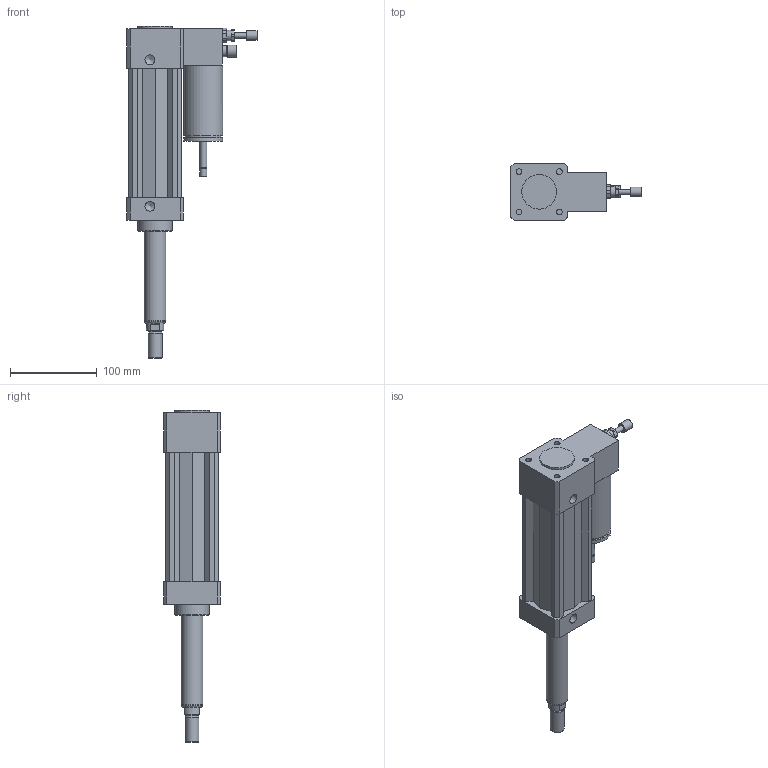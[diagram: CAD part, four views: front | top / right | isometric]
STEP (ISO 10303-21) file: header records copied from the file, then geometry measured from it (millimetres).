
FILE_DESCRIPTION((''),'2;1');
FILE_NAME('14500100B.0.0.stp','2008-07-17T15:52:26',('airolcr1'),(''),'Autodesk Inventor 2009','Autodesk Inventor 2009','');
FILE_SCHEMA(('AUTOMOTIVE_DESIGN { 1 0 10303 214 1 1 1 1 }'));
Length unit declared in the file: millimetre
Products named in the file (4): 14500100B.0; STELO Ø50 C 100; REGOLATORE SR IN
Assembly tree (3 placements, depth 2):
  14500100B.0
    14500100B.0
    STELO Ø50 C 100
    REGOLATORE SR IN
Bounding box: 150 x 65 x 383 mm (x, y, z)
Volume: 1065032.9 mm3; surface area: 110563.9 mm2
Topology: 3 solids, 3 shells, 151 faces, 343 edges, 222 vertices
Faces by surface type: plane 90, cylinder 50, cone 10, torus 1
Full cylindrical faces by diameter (mm): 2 x1, 3 x1, 6 x1, 6.647 x8, 8 x2, 11 x1, 11.445 x2, 12 x1, 13 x1, 14 x1, 14.5 x1, 16 x1, 20 x1, 24.8 x1, 25 x2, 40 x2, 41 x1, 45 x2
Entity records: 4220 total; most frequent: DIRECTION 724, CARTESIAN_POINT 674, ORIENTED_EDGE 596, EDGE_CURVE 298, AXIS2_PLACEMENT_3D 268, VERTEX_POINT 218, EDGE_LOOP 216, VECTOR 188
